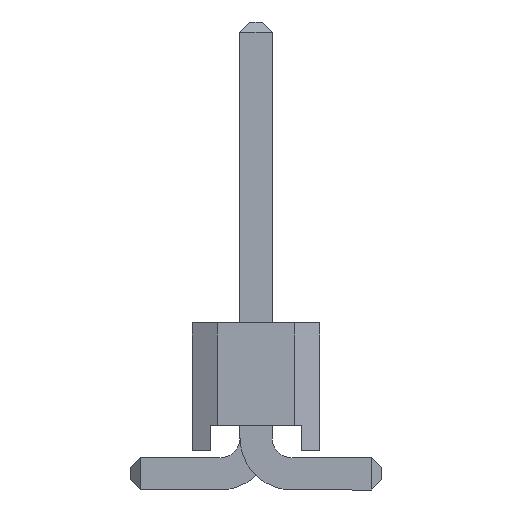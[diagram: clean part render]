
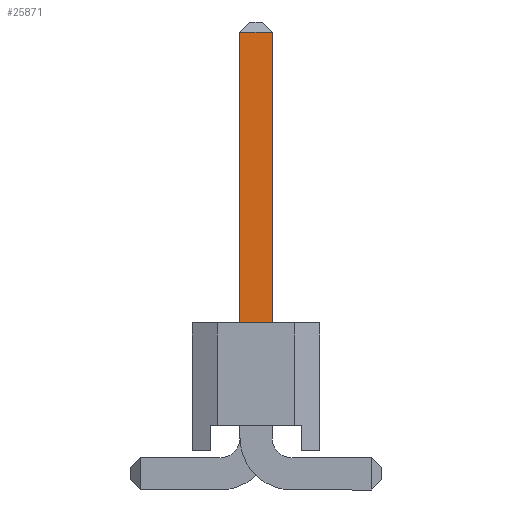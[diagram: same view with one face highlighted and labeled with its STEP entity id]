
A CAD part, front view. The second image highlights one B-rep face of the part: STEP entity #25871.
In plain terms, the highlighted face is planar.
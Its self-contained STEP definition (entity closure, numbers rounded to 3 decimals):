
#4352=ORIENTED_EDGE('',*,*,#7609,.T.);
#4353=ORIENTED_EDGE('',*,*,#7468,.F.);
#4354=ORIENTED_EDGE('',*,*,#7606,.T.);
#4355=ORIENTED_EDGE('',*,*,#7601,.T.);
#7468=EDGE_CURVE('',#9392,#9393,#11638,.T.);
#7601=EDGE_CURVE('',#9524,#9522,#11771,.T.);
#7606=EDGE_CURVE('',#9392,#9524,#11776,.T.);
#7609=EDGE_CURVE('',#9522,#9393,#11779,.T.);
#9392=VERTEX_POINT('',#36153);
#9393=VERTEX_POINT('',#36155);
#9522=VERTEX_POINT('',#36416);
#9524=VERTEX_POINT('',#36422);
#11638=LINE('',#36154,#14140);
#11771=LINE('',#36421,#14273);
#11776=LINE('',#36431,#14278);
#11779=LINE('',#36436,#14281);
#14140=VECTOR('',#30918,1000.);
#14273=VECTOR('',#31057,1000.);
#14278=VECTOR('',#31068,1000.);
#14281=VECTOR('',#31075,1000.);
#15589=EDGE_LOOP('',(#4352,#4353,#4354,#4355));
#16681=FACE_BOUND('',#15589,.T.);
#17645=PLANE('',#27034);
#25871=ADVANCED_FACE('',(#16681),#17645,.F.);
#27034=AXIS2_PLACEMENT_3D('',#36435,#31073,#31074);
#30918=DIRECTION('',(0.,-1.,0.));
#31057=DIRECTION('',(0.,-1.,0.));
#31068=DIRECTION('',(0.,0.,1.));
#31073=DIRECTION('',(-1.,0.,0.));
#31074=DIRECTION('',(0.,0.,1.));
#31075=DIRECTION('',(0.,0.,-1.));
#36153=CARTESIAN_POINT('',(39.69,0.32,1.27));
#36154=CARTESIAN_POINT('',(39.69,0.32,1.27));
#36155=CARTESIAN_POINT('',(39.69,-0.32,1.27));
#36416=CARTESIAN_POINT('',(39.69,-0.32,7.07));
#36421=CARTESIAN_POINT('',(39.69,0.72,7.07));
#36422=CARTESIAN_POINT('',(39.69,0.32,7.07));
#36431=CARTESIAN_POINT('',(39.69,0.32,-1.02));
#36435=CARTESIAN_POINT('',(39.69,0.72,-1.02));
#36436=CARTESIAN_POINT('',(39.69,-0.32,-1.02));
